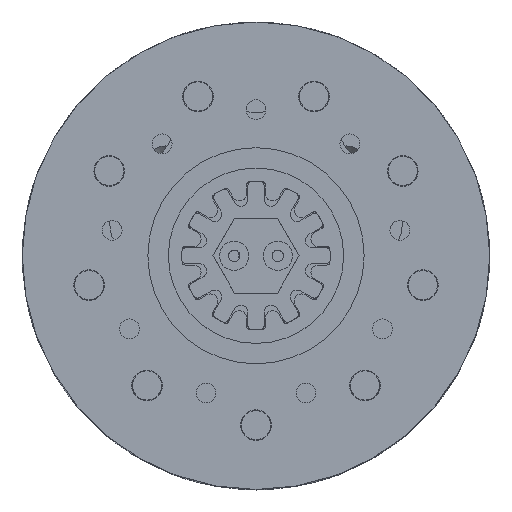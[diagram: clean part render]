
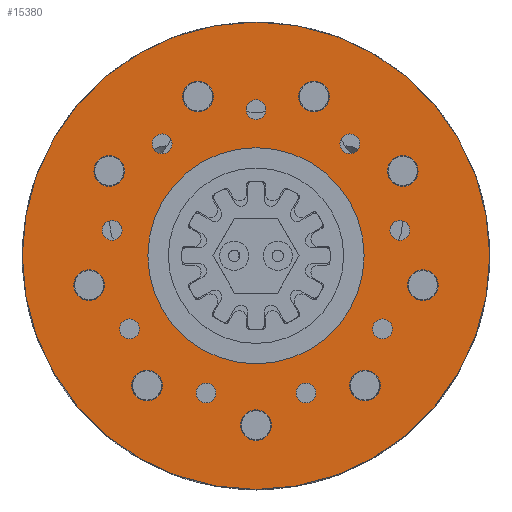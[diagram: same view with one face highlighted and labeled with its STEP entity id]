
A CAD part, top view. The second image highlights one B-rep face of the part: STEP entity #15380.
In plain terms, the highlighted face is planar.
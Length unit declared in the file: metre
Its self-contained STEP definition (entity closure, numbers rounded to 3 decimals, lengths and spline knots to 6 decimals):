
#1743=CIRCLE('',#18474,0.002625);
#1745=CIRCLE('',#18477,0.002625);
#1747=CIRCLE('',#18480,0.002625);
#1749=CIRCLE('',#18483,0.002625);
#1751=CIRCLE('',#18486,0.002625);
#1753=CIRCLE('',#18489,0.002625);
#1755=CIRCLE('',#18492,0.002625);
#1757=CIRCLE('',#18495,0.002625);
#1759=CIRCLE('',#18498,0.002625);
#1763=CIRCLE('',#18504,0.04);
#1764=CIRCLE('',#18505,0.0185);
#1765=CIRCLE('',#18506,0.0017);
#1766=CIRCLE('',#18507,0.0017);
#1767=CIRCLE('',#18508,0.0017);
#1768=CIRCLE('',#18509,0.0017);
#1769=CIRCLE('',#18510,0.0017);
#1770=CIRCLE('',#18511,0.0017);
#1771=CIRCLE('',#18512,0.0017);
#1772=CIRCLE('',#18513,0.0017);
#1773=CIRCLE('',#18514,0.0017);
#5736=ORIENTED_EDGE('',*,*,#7829,.F.);
#5737=ORIENTED_EDGE('',*,*,#7809,.T.);
#5738=ORIENTED_EDGE('',*,*,#7811,.T.);
#5739=ORIENTED_EDGE('',*,*,#7813,.T.);
#5740=ORIENTED_EDGE('',*,*,#7815,.T.);
#5741=ORIENTED_EDGE('',*,*,#7817,.T.);
#5742=ORIENTED_EDGE('',*,*,#7819,.T.);
#5743=ORIENTED_EDGE('',*,*,#7821,.T.);
#5744=ORIENTED_EDGE('',*,*,#7823,.T.);
#5745=ORIENTED_EDGE('',*,*,#7825,.T.);
#5746=ORIENTED_EDGE('',*,*,#7830,.F.);
#5747=ORIENTED_EDGE('',*,*,#7831,.T.);
#5748=ORIENTED_EDGE('',*,*,#7832,.T.);
#5749=ORIENTED_EDGE('',*,*,#7833,.T.);
#5750=ORIENTED_EDGE('',*,*,#7834,.T.);
#5751=ORIENTED_EDGE('',*,*,#7835,.T.);
#5752=ORIENTED_EDGE('',*,*,#7836,.T.);
#5753=ORIENTED_EDGE('',*,*,#7837,.T.);
#5754=ORIENTED_EDGE('',*,*,#7838,.T.);
#5755=ORIENTED_EDGE('',*,*,#7839,.T.);
#7809=EDGE_CURVE('',#9210,#9210,#1743,.T.);
#7811=EDGE_CURVE('',#9212,#9212,#1745,.T.);
#7813=EDGE_CURVE('',#9214,#9214,#1747,.T.);
#7815=EDGE_CURVE('',#9216,#9216,#1749,.T.);
#7817=EDGE_CURVE('',#9218,#9218,#1751,.T.);
#7819=EDGE_CURVE('',#9220,#9220,#1753,.T.);
#7821=EDGE_CURVE('',#9222,#9222,#1755,.T.);
#7823=EDGE_CURVE('',#9224,#9224,#1757,.T.);
#7825=EDGE_CURVE('',#9226,#9226,#1759,.T.);
#7829=EDGE_CURVE('',#9230,#9230,#1763,.T.);
#7830=EDGE_CURVE('',#9231,#9231,#1764,.T.);
#7831=EDGE_CURVE('',#9232,#9232,#1765,.T.);
#7832=EDGE_CURVE('',#9233,#9233,#1766,.T.);
#7833=EDGE_CURVE('',#9234,#9234,#1767,.T.);
#7834=EDGE_CURVE('',#9235,#9235,#1768,.T.);
#7835=EDGE_CURVE('',#9236,#9236,#1769,.T.);
#7836=EDGE_CURVE('',#9237,#9237,#1770,.T.);
#7837=EDGE_CURVE('',#9238,#9238,#1771,.T.);
#7838=EDGE_CURVE('',#9239,#9239,#1772,.T.);
#7839=EDGE_CURVE('',#9240,#9240,#1773,.T.);
#9210=VERTEX_POINT('',#28606);
#9212=VERTEX_POINT('',#28611);
#9214=VERTEX_POINT('',#28616);
#9216=VERTEX_POINT('',#28621);
#9218=VERTEX_POINT('',#28626);
#9220=VERTEX_POINT('',#28631);
#9222=VERTEX_POINT('',#28636);
#9224=VERTEX_POINT('',#28641);
#9226=VERTEX_POINT('',#28646);
#9230=VERTEX_POINT('',#28656);
#9231=VERTEX_POINT('',#28658);
#9232=VERTEX_POINT('',#28660);
#9233=VERTEX_POINT('',#28662);
#9234=VERTEX_POINT('',#28664);
#9235=VERTEX_POINT('',#28666);
#9236=VERTEX_POINT('',#28668);
#9237=VERTEX_POINT('',#28670);
#9238=VERTEX_POINT('',#28672);
#9239=VERTEX_POINT('',#28674);
#9240=VERTEX_POINT('',#28676);
#12494=EDGE_LOOP('',(#5736));
#12495=EDGE_LOOP('',(#5737));
#12496=EDGE_LOOP('',(#5738));
#12497=EDGE_LOOP('',(#5739));
#12498=EDGE_LOOP('',(#5740));
#12499=EDGE_LOOP('',(#5741));
#12500=EDGE_LOOP('',(#5742));
#12501=EDGE_LOOP('',(#5743));
#12502=EDGE_LOOP('',(#5744));
#12503=EDGE_LOOP('',(#5745));
#12504=EDGE_LOOP('',(#5746));
#12505=EDGE_LOOP('',(#5747));
#12506=EDGE_LOOP('',(#5748));
#12507=EDGE_LOOP('',(#5749));
#12508=EDGE_LOOP('',(#5750));
#12509=EDGE_LOOP('',(#5751));
#12510=EDGE_LOOP('',(#5752));
#12511=EDGE_LOOP('',(#5753));
#12512=EDGE_LOOP('',(#5754));
#12513=EDGE_LOOP('',(#5755));
#13779=FACE_BOUND('',#12494,.T.);
#13780=FACE_BOUND('',#12495,.T.);
#13781=FACE_BOUND('',#12496,.T.);
#13782=FACE_BOUND('',#12497,.T.);
#13783=FACE_BOUND('',#12498,.T.);
#13784=FACE_BOUND('',#12499,.T.);
#13785=FACE_BOUND('',#12500,.T.);
#13786=FACE_BOUND('',#12501,.T.);
#13787=FACE_BOUND('',#12502,.T.);
#13788=FACE_BOUND('',#12503,.T.);
#13789=FACE_BOUND('',#12504,.T.);
#13790=FACE_BOUND('',#12505,.T.);
#13791=FACE_BOUND('',#12506,.T.);
#13792=FACE_BOUND('',#12507,.T.);
#13793=FACE_BOUND('',#12508,.T.);
#13794=FACE_BOUND('',#12509,.T.);
#13795=FACE_BOUND('',#12510,.T.);
#13796=FACE_BOUND('',#12511,.T.);
#13797=FACE_BOUND('',#12512,.T.);
#13798=FACE_BOUND('',#12513,.T.);
#14303=PLANE('',#18503);
#15380=ADVANCED_FACE('',(#13779,#13780,#13781,#13782,#13783,#13784,#13785,
#13786,#13787,#13788,#13789,#13790,#13791,#13792,#13793,#13794,#13795,#13796,
#13797,#13798),#14303,.F.);
#18474=AXIS2_PLACEMENT_3D('',#28605,#23002,#23003);
#18477=AXIS2_PLACEMENT_3D('',#28610,#23008,#23009);
#18480=AXIS2_PLACEMENT_3D('',#28615,#23014,#23015);
#18483=AXIS2_PLACEMENT_3D('',#28620,#23020,#23021);
#18486=AXIS2_PLACEMENT_3D('',#28625,#23026,#23027);
#18489=AXIS2_PLACEMENT_3D('',#28630,#23032,#23033);
#18492=AXIS2_PLACEMENT_3D('',#28635,#23038,#23039);
#18495=AXIS2_PLACEMENT_3D('',#28640,#23044,#23045);
#18498=AXIS2_PLACEMENT_3D('',#28645,#23050,#23051);
#18503=AXIS2_PLACEMENT_3D('',#28654,#23060,#23061);
#18504=AXIS2_PLACEMENT_3D('',#28655,#23062,#23063);
#18505=AXIS2_PLACEMENT_3D('',#28657,#23064,#23065);
#18506=AXIS2_PLACEMENT_3D('',#28659,#23066,#23067);
#18507=AXIS2_PLACEMENT_3D('',#28661,#23068,#23069);
#18508=AXIS2_PLACEMENT_3D('',#28663,#23070,#23071);
#18509=AXIS2_PLACEMENT_3D('',#28665,#23072,#23073);
#18510=AXIS2_PLACEMENT_3D('',#28667,#23074,#23075);
#18511=AXIS2_PLACEMENT_3D('',#28669,#23076,#23077);
#18512=AXIS2_PLACEMENT_3D('',#28671,#23078,#23079);
#18513=AXIS2_PLACEMENT_3D('',#28673,#23080,#23081);
#18514=AXIS2_PLACEMENT_3D('',#28675,#23082,#23083);
#23002=DIRECTION('',(0.,0.,1.));
#23003=DIRECTION('',(1.,0.,0.));
#23008=DIRECTION('',(0.,0.,1.));
#23009=DIRECTION('',(0.766,0.643,0.));
#23014=DIRECTION('',(0.,0.,1.));
#23015=DIRECTION('',(0.174,0.985,0.));
#23020=DIRECTION('',(0.,0.,1.));
#23021=DIRECTION('',(-0.5,0.866,0.));
#23026=DIRECTION('',(0.,0.,1.));
#23027=DIRECTION('',(-0.94,0.342,0.));
#23032=DIRECTION('',(0.,0.,1.));
#23033=DIRECTION('',(-0.94,-0.342,0.));
#23038=DIRECTION('',(0.,0.,1.));
#23039=DIRECTION('',(-0.5,-0.866,0.));
#23044=DIRECTION('',(0.,0.,1.));
#23045=DIRECTION('',(0.174,-0.985,0.));
#23050=DIRECTION('',(0.,0.,1.));
#23051=DIRECTION('',(0.766,-0.643,0.));
#23060=DIRECTION('',(0.,0.,1.));
#23061=DIRECTION('',(1.,0.,0.));
#23062=DIRECTION('',(0.,0.,1.));
#23063=DIRECTION('',(1.,0.,0.));
#23064=DIRECTION('',(0.,0.,-1.));
#23065=DIRECTION('',(-1.,0.,0.));
#23066=DIRECTION('',(0.,0.,1.));
#23067=DIRECTION('',(1.,0.,0.));
#23068=DIRECTION('',(0.,0.,1.));
#23069=DIRECTION('',(1.,0.,0.));
#23070=DIRECTION('',(0.,0.,1.));
#23071=DIRECTION('',(1.,0.,0.));
#23072=DIRECTION('',(0.,0.,1.));
#23073=DIRECTION('',(1.,0.,0.));
#23074=DIRECTION('',(0.,0.,1.));
#23075=DIRECTION('',(1.,0.,0.));
#23076=DIRECTION('',(0.,0.,1.));
#23077=DIRECTION('',(1.,0.,0.));
#23078=DIRECTION('',(0.,0.,1.));
#23079=DIRECTION('',(1.,0.,0.));
#23080=DIRECTION('',(0.,0.,1.));
#23081=DIRECTION('',(1.,0.,0.));
#23082=DIRECTION('',(0.,0.,1.));
#23083=DIRECTION('',(1.,0.,0.));
#28605=CARTESIAN_POINT('',(0.,0.029,0.));
#28606=CARTESIAN_POINT('',(0.002625,0.029,0.));
#28610=CARTESIAN_POINT('',(-0.018641,0.022215,0.));
#28611=CARTESIAN_POINT('',(-0.01663,0.023903,0.));
#28615=CARTESIAN_POINT('',(-0.028559,0.005036,0.));
#28616=CARTESIAN_POINT('',(-0.028104,0.007621,0.));
#28620=CARTESIAN_POINT('',(-0.025115,-0.0145,0.));
#28621=CARTESIAN_POINT('',(-0.026427,-0.012227,0.));
#28625=CARTESIAN_POINT('',(-0.009919,-0.027251,0.));
#28626=CARTESIAN_POINT('',(-0.012385,-0.026353,0.));
#28630=CARTESIAN_POINT('',(0.009919,-0.027251,0.));
#28631=CARTESIAN_POINT('',(0.007452,-0.028149,0.));
#28635=CARTESIAN_POINT('',(0.025115,-0.0145,0.));
#28636=CARTESIAN_POINT('',(0.023802,-0.016773,0.));
#28640=CARTESIAN_POINT('',(0.028559,0.005036,0.));
#28641=CARTESIAN_POINT('',(0.029015,0.002451,0.));
#28645=CARTESIAN_POINT('',(0.018641,0.022215,0.));
#28646=CARTESIAN_POINT('',(0.020652,0.020528,0.));
#28654=CARTESIAN_POINT('',(0.,0.,0.));
#28655=CARTESIAN_POINT('',(0.,0.,0.));
#28656=CARTESIAN_POINT('',(0.04,0.,0.));
#28657=CARTESIAN_POINT('',(0.,0.,0.));
#28658=CARTESIAN_POINT('',(-0.0185,0.,0.));
#28659=CARTESIAN_POINT('',(0.021651,0.0125,0.));
#28660=CARTESIAN_POINT('',(0.023351,0.0125,0.));
#28661=CARTESIAN_POINT('',(0.008551,0.023492,0.));
#28662=CARTESIAN_POINT('',(0.010251,0.023492,0.));
#28663=CARTESIAN_POINT('',(-0.008551,0.023492,0.));
#28664=CARTESIAN_POINT('',(-0.006851,0.023492,0.));
#28665=CARTESIAN_POINT('',(-0.021651,0.0125,0.));
#28666=CARTESIAN_POINT('',(-0.019951,0.0125,0.));
#28667=CARTESIAN_POINT('',(-0.02462,-0.004341,0.));
#28668=CARTESIAN_POINT('',(-0.02292,-0.004341,0.));
#28669=CARTESIAN_POINT('',(-0.01607,-0.019151,0.));
#28670=CARTESIAN_POINT('',(-0.01437,-0.019151,0.));
#28671=CARTESIAN_POINT('',(0.,-0.025,0.));
#28672=CARTESIAN_POINT('',(0.0017,-0.025,0.));
#28673=CARTESIAN_POINT('',(0.01607,-0.019151,0.));
#28674=CARTESIAN_POINT('',(0.01777,-0.019151,0.));
#28675=CARTESIAN_POINT('',(0.02462,-0.004341,0.));
#28676=CARTESIAN_POINT('',(0.02632,-0.004341,0.));
